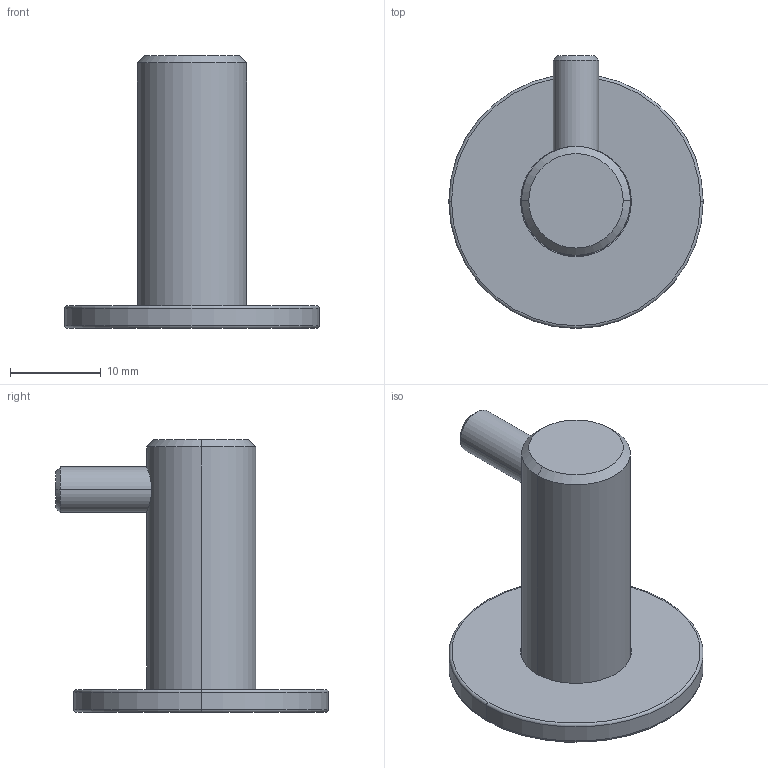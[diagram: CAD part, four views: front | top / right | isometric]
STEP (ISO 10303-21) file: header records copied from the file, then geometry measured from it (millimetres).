
FILE_DESCRIPTION(('Creo Elements/Direct Modeling STEP Export'),'2;1');
FILE_NAME('2598.stp','2022-10-10T13:01:45',(''),(''),'Creo Elements/Direct Modeling STEP processor for AP214 (Solid Model)','Creo Elements/Direct Modeling 20.0 12-Nov-2016 (C) Parametric Technology GmbH','');
FILE_SCHEMA(('AUTOMOTIVE_DESIGN { 1 0 10303 214 1 1 1 1 }'));
Length unit declared in the file: millimetre
Products named in the file (5): Hakenkoerper; Hakenstift; FE-11561; FE-11566; FE-11565
Assembly tree (4 placements, depth 3):
  FE-11565
    FE-11566
    FE-11561
      Hakenstift
      Hakenkoerper
Bounding box: 28 x 30 x 30 mm (x, y, z)
Volume: 4633.8 mm3; surface area: 3300.2 mm2
Topology: 3 solids, 3 shells, 42 faces, 91 edges, 58 vertices
Faces by surface type: cylinder 18, plane 10, cone 10, torus 4
Entity records: 1528 total; most frequent: CARTESIAN_POINT 536, DIRECTION 180, ORIENTED_EDGE 178, EDGE_CURVE 89, AXIS2_PLACEMENT_3D 76, VERTEX_POINT 58, EDGE_LOOP 49, FACE_OUTER_BOUND 42
